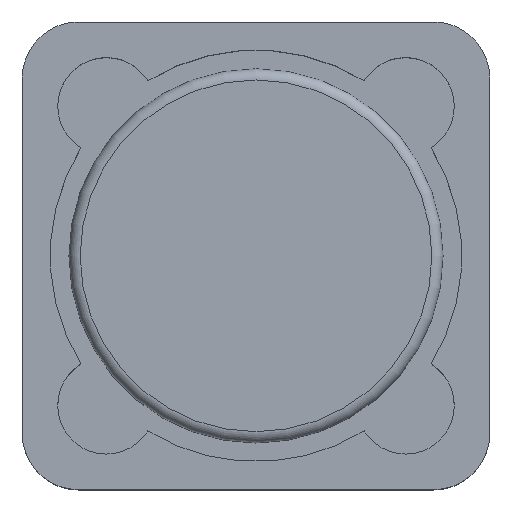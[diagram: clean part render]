
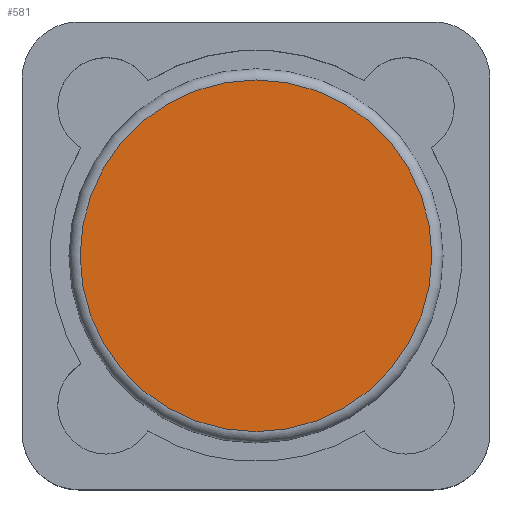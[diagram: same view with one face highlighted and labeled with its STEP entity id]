
A CAD part, top view. The second image highlights one B-rep face of the part: STEP entity #581.
In plain terms, the highlighted planar face has unit normal (0, 0, 1).
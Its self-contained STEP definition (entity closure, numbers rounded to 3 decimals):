
#23=PLANE('',#643);
#44=FACE_OUTER_BOUND('',#77,.T.);
#77=EDGE_LOOP('',(#394,#395));
#211=CIRCLE('',#631,2.35);
#212=CIRCLE('',#632,2.35);
#242=VERTEX_POINT('',#883);
#243=VERTEX_POINT('',#884);
#297=EDGE_CURVE('',#242,#243,#211,.T.);
#298=EDGE_CURVE('',#243,#242,#212,.T.);
#394=ORIENTED_EDGE('',*,*,#297,.T.);
#395=ORIENTED_EDGE('',*,*,#298,.T.);
#581=ADVANCED_FACE('',(#44),#23,.F.);
#631=AXIS2_PLACEMENT_3D('',#885,#706,#707);
#632=AXIS2_PLACEMENT_3D('',#886,#708,#709);
#643=AXIS2_PLACEMENT_3D('',#905,#730,#731);
#706=DIRECTION('center_axis',(0.,0.,1.));
#707=DIRECTION('ref_axis',(1.,0.,0.));
#708=DIRECTION('center_axis',(0.,0.,1.));
#709=DIRECTION('ref_axis',(1.,0.,0.));
#730=DIRECTION('center_axis',(0.,0.,-1.));
#731=DIRECTION('ref_axis',(-1.,0.,0.));
#883=CARTESIAN_POINT('',(-0.025,3.125,6.));
#884=CARTESIAN_POINT('',(-4.725,3.125,6.));
#885=CARTESIAN_POINT('Origin',(-2.375,3.125,6.));
#886=CARTESIAN_POINT('Origin',(-2.375,3.125,6.));
#905=CARTESIAN_POINT('Origin',(-2.375,3.125,6.));
